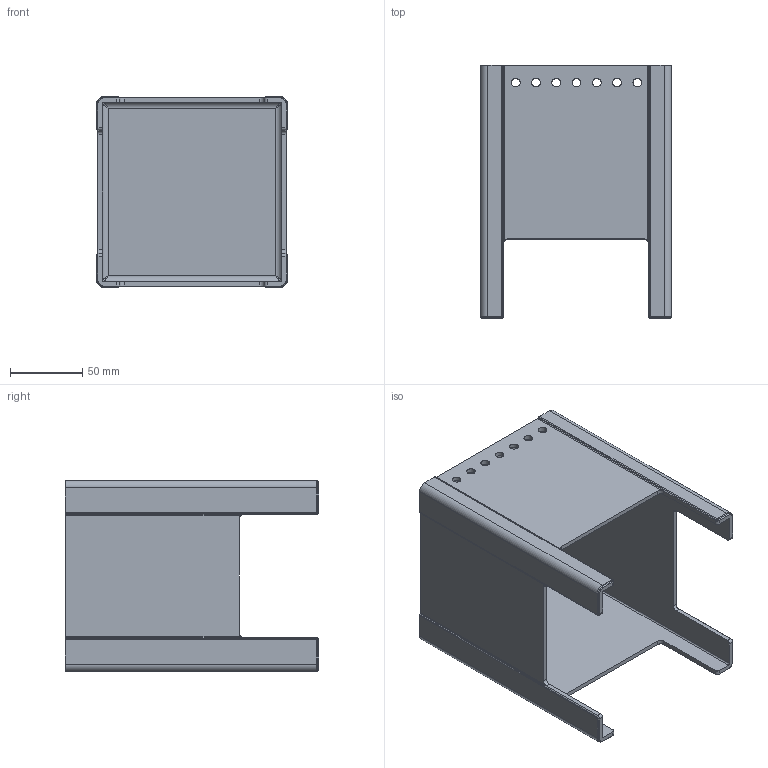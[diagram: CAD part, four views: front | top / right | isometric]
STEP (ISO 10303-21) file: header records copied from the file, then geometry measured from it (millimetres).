
FILE_DESCRIPTION (( 'STEP AP203' ), '1' );
Length unit declared in the file: millimetre
Products named in the file (1): Alternative cover
Bounding box: 132 x 175 x 132 mm (x, y, z)
Volume: 274848.7 mm3; surface area: 170080.9 mm2
Topology: 1 solids, 1 shells, 166 faces, 428 edges, 252 vertices
Faces by surface type: cylinder 80, plane 50, bspline 12, cone 12, torus 12
Entity records: 5353 total; most frequent: CARTESIAN_POINT 1207, DIRECTION 894, ORIENTED_EDGE 832, EDGE_CURVE 416, AXIS2_PLACEMENT_3D 339, VERTEX_POINT 252, VECTOR 216, LINE 216
